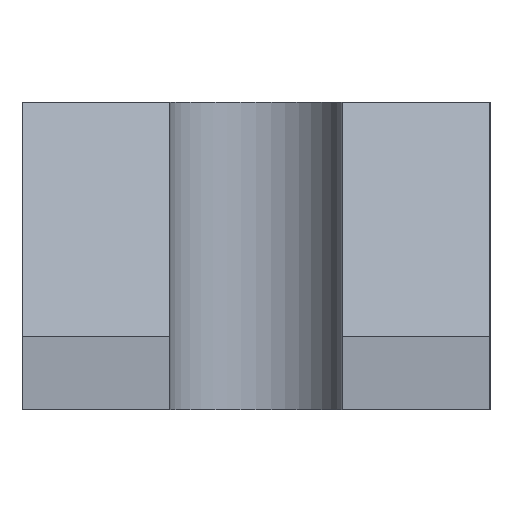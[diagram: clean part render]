
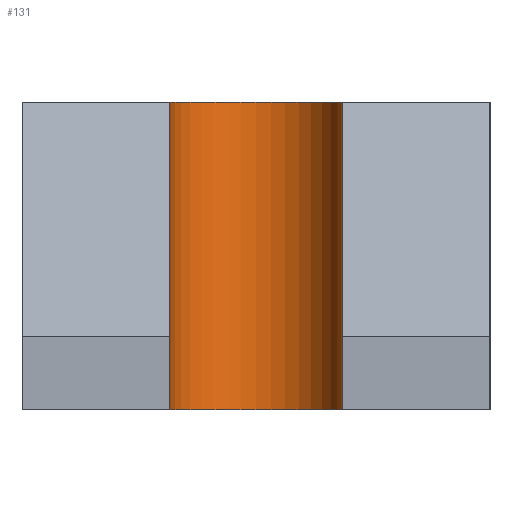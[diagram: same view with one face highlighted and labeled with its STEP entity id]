
A CAD part, left-side view. The second image highlights one B-rep face of the part: STEP entity #131.
In plain terms, the highlighted cylindrical face has radius 7 mm (diameter 14 mm), a partial arc.
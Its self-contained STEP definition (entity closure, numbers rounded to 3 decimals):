
#6 = CARTESIAN_POINT ( 'NONE',  ( 0., -7., 25. ) ) ;
#7 = EDGE_LOOP ( 'NONE', ( #268, #46, #160, #153 ) ) ;
#17 = CIRCLE ( 'NONE', #192, 7. ) ;
#19 = CARTESIAN_POINT ( 'NONE',  ( 0., -7., 0. ) ) ;
#29 = CARTESIAN_POINT ( 'NONE',  ( 0., 7., 0. ) ) ;
#39 = DIRECTION ( 'NONE',  ( 0., 0., -1. ) ) ;
#46 = ORIENTED_EDGE ( 'NONE', *, *, #133, .F. ) ;
#70 = CARTESIAN_POINT ( 'NONE',  ( 0., 7., 0. ) ) ;
#71 = VECTOR ( 'NONE', #345, 1000. ) ;
#92 = AXIS2_PLACEMENT_3D ( 'NONE', #327, #336, #330 ) ;
#111 = EDGE_CURVE ( 'NONE', #189, #438, #390, .T. ) ;
#114 = CARTESIAN_POINT ( 'NONE',  ( 0., 0., 25. ) ) ;
#122 = DIRECTION ( 'NONE',  ( 0., 1., 0. ) ) ;
#131 = ADVANCED_FACE ( 'NONE', ( #398 ), #200, .F. ) ;
#133 = EDGE_CURVE ( 'NONE', #438, #209, #364, .T. ) ;
#153 = ORIENTED_EDGE ( 'NONE', *, *, #412, .F. ) ;
#160 = ORIENTED_EDGE ( 'NONE', *, *, #111, .F. ) ;
#161 = CARTESIAN_POINT ( 'NONE',  ( 0., -7., 0. ) ) ;
#165 = CARTESIAN_POINT ( 'NONE',  ( 0., 7., 25. ) ) ;
#166 = VECTOR ( 'NONE', #432, 1000. ) ;
#178 = LINE ( 'NONE', #29, #71 ) ;
#187 = DIRECTION ( 'NONE',  ( 0., 1., 0. ) ) ;
#189 = VERTEX_POINT ( 'NONE', #165 ) ;
#192 = AXIS2_PLACEMENT_3D ( 'NONE', #409, #322, #122 ) ;
#200 = CYLINDRICAL_SURFACE ( 'NONE', #92, 7. ) ;
#209 = VERTEX_POINT ( 'NONE', #161 ) ;
#268 = ORIENTED_EDGE ( 'NONE', *, *, #410, .T. ) ;
#313 = VERTEX_POINT ( 'NONE', #70 ) ;
#322 = DIRECTION ( 'NONE',  ( 0., 0., -1. ) ) ;
#327 = CARTESIAN_POINT ( 'NONE',  ( 0., 0., 0. ) ) ;
#330 = DIRECTION ( 'NONE',  ( 0., 1., 0. ) ) ;
#336 = DIRECTION ( 'NONE',  ( 0., 0., 1. ) ) ;
#345 = DIRECTION ( 'NONE',  ( 0., 0., 1. ) ) ;
#364 = LINE ( 'NONE', #19, #166 ) ;
#368 = AXIS2_PLACEMENT_3D ( 'NONE', #114, #39, #187 ) ;
#390 = CIRCLE ( 'NONE', #368, 7. ) ;
#398 = FACE_OUTER_BOUND ( 'NONE', #7, .T. ) ;
#409 = CARTESIAN_POINT ( 'NONE',  ( 0., 0., 0. ) ) ;
#410 = EDGE_CURVE ( 'NONE', #313, #209, #17, .T. ) ;
#412 = EDGE_CURVE ( 'NONE', #313, #189, #178, .T. ) ;
#432 = DIRECTION ( 'NONE',  ( 0., 0., -1. ) ) ;
#438 = VERTEX_POINT ( 'NONE', #6 ) ;
